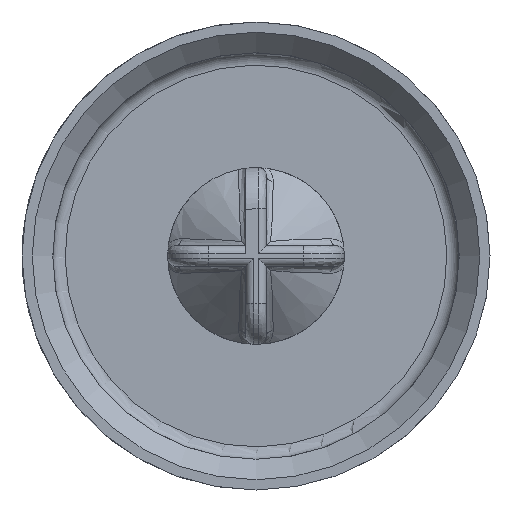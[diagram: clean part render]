
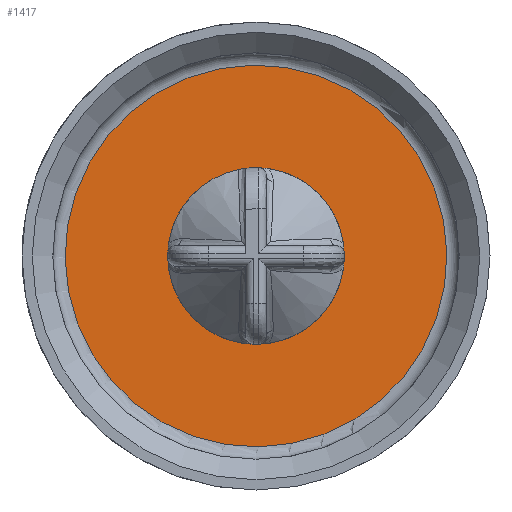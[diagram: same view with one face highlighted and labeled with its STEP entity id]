
A CAD part, left-side view. The second image highlights one B-rep face of the part: STEP entity #1417.
In plain terms, the highlighted planar face has unit normal (-1, 0, 0).
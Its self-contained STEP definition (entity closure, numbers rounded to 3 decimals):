
#279=FACE_BOUND('',#422,.T.);
#317=FACE_OUTER_BOUND('',#421,.T.);
#421=EDGE_LOOP('',(#1066));
#422=EDGE_LOOP('',(#1067));
#526=CIRCLE('',#1579,4.65);
#528=CIRCLE('',#1582,2.15);
#618=VERTEX_POINT('',#2231);
#619=VERTEX_POINT('',#2235);
#777=EDGE_CURVE('',#618,#618,#526,.T.);
#779=EDGE_CURVE('',#619,#619,#528,.T.);
#1066=ORIENTED_EDGE('',*,*,#777,.F.);
#1067=ORIENTED_EDGE('',*,*,#779,.F.);
#1369=PLANE('',#1581);
#1417=ADVANCED_FACE('',(#317,#279),#1369,.T.);
#1579=AXIS2_PLACEMENT_3D('',#2232,#1848,#1849);
#1581=AXIS2_PLACEMENT_3D('',#2234,#1852,#1853);
#1582=AXIS2_PLACEMENT_3D('',#2236,#1854,#1855);
#1848=DIRECTION('center_axis',(1.,0.,0.));
#1849=DIRECTION('ref_axis',(0.,0.,-1.));
#1852=DIRECTION('center_axis',(-1.,0.,0.));
#1853=DIRECTION('ref_axis',(0.,0.,1.));
#1854=DIRECTION('center_axis',(-1.,0.,0.));
#1855=DIRECTION('ref_axis',(0.,0.,1.));
#2231=CARTESIAN_POINT('',(-2.,0.07,4.649));
#2232=CARTESIAN_POINT('Origin',(-2.,0.,0.));
#2234=CARTESIAN_POINT('Origin',(-2.,0.,0.));
#2235=CARTESIAN_POINT('',(-2.,0.,-2.15));
#2236=CARTESIAN_POINT('Origin',(-2.,0.,0.));
